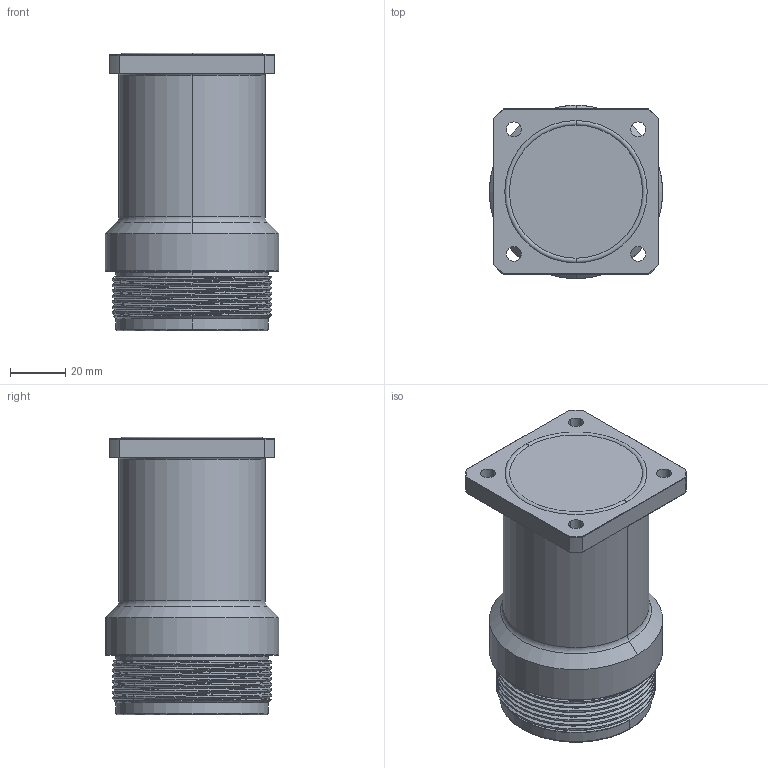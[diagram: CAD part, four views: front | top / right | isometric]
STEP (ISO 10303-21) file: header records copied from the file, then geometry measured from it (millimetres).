
FILE_DESCRIPTION((''),'2;1');
FILE_NAME('SL-5EPWN8AWA00_','2013-10-23T',('vbengel'),(''),'PRO/ENGINEER BY PARAMETRIC TECHNOLOGY CORPORATION, 2012480','PRO/ENGINEER BY PARAMETRIC TECHNOLOGY CORPORATION, 2012480','');
FILE_SCHEMA(('AUTOMOTIVE_DESIGN { 1 0 10303 214 1 1 1 1 }'));
Length unit declared in the file: millimetre
Products named in the file (1): SL-5EPWN8AWA00_
Bounding box: 63 x 63 x 100.65 mm (x, y, z)
Volume: 208154.4 mm3; surface area: 33087.7 mm2
Topology: 1 solids, 1 shells, 405 faces, 1026 edges, 658 vertices
Faces by surface type: plane 241, cylinder 89, cone 50, torus 16, bspline 9
Entity records: 16863 total; most frequent: CARTESIAN_POINT 6885, ORIENTED_EDGE 2052, DIRECTION 1999, EDGE_CURVE 1026, VECTOR 701, LINE 701, VERTEX_POINT 658, AXIS2_PLACEMENT_3D 649
